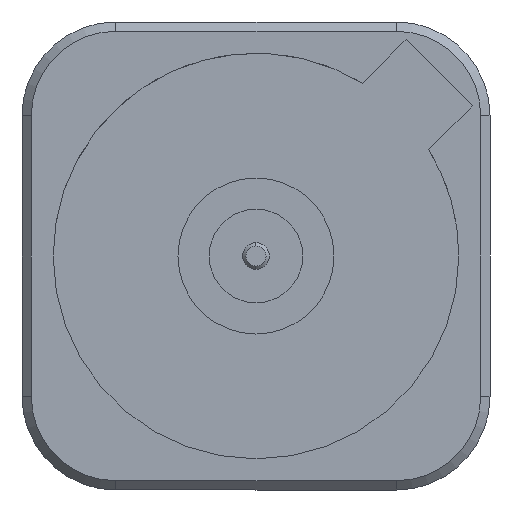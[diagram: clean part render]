
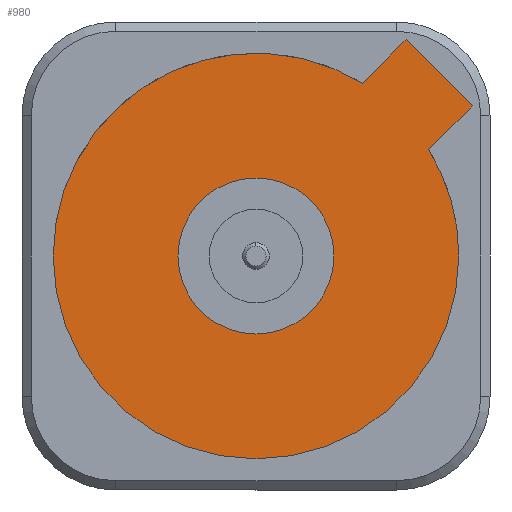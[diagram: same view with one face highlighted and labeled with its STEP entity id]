
A CAD part, front view. The second image highlights one B-rep face of the part: STEP entity #980.
In plain terms, the highlighted planar face has unit normal (0, -1, 0).
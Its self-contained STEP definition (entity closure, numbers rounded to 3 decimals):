
#24 = FACE_BOUND ( 'NONE', #2590, .T. ) ;
#242 = CARTESIAN_POINT ( 'NONE',  ( 0., -0.1, -6.5 ) ) ;
#322 = CARTESIAN_POINT ( 'NONE',  ( 0., -0.1, 0. ) ) ;
#401 = DIRECTION ( 'NONE',  ( 0., 0., -1. ) ) ;
#444 = DIRECTION ( 'NONE',  ( 0., 1., 0. ) ) ;
#451 = DIRECTION ( 'NONE',  ( 0.707, 0., 0.707 ) ) ;
#468 = ORIENTED_EDGE ( 'NONE', *, *, #8414, .T. ) ;
#496 = VERTEX_POINT ( 'NONE', #8396 ) ;
#525 = VERTEX_POINT ( 'NONE', #5383 ) ;
#658 = LINE ( 'NONE', #1784, #4208 ) ;
#741 = CARTESIAN_POINT ( 'NONE',  ( 0., -0.1, 0. ) ) ;
#980 = ADVANCED_FACE ( 'NONE', ( #24, #5418 ), #9013, .T. ) ;
#1051 = DIRECTION ( 'NONE',  ( 0., 0., -1. ) ) ;
#1555 = DIRECTION ( 'NONE',  ( 0., -1., 0. ) ) ;
#1706 = CIRCLE ( 'NONE', #4183, 6.5 ) ;
#1757 = EDGE_CURVE ( 'NONE', #7672, #3746, #1706, .T. ) ;
#1784 = CARTESIAN_POINT ( 'NONE',  ( 5.869, -0.1, -5.869 ) ) ;
#1829 = DIRECTION ( 'NONE',  ( 0., -1., 0. ) ) ;
#1836 = DIRECTION ( 'NONE',  ( 0., 0., -1. ) ) ;
#2431 = CARTESIAN_POINT ( 'NONE',  ( 1.061, -0.1, 1.061 ) ) ;
#2550 = DIRECTION ( 'NONE',  ( 0., 1., 0. ) ) ;
#2590 = EDGE_LOOP ( 'NONE', ( #7586, #2710 ) ) ;
#2605 = CIRCLE ( 'NONE', #5341, 2.5 ) ;
#2636 = ORIENTED_EDGE ( 'NONE', *, *, #5600, .T. ) ;
#2710 = ORIENTED_EDGE ( 'NONE', *, *, #5927, .T. ) ;
#2813 = CARTESIAN_POINT ( 'NONE',  ( 0., -0.1, 6.5 ) ) ;
#2900 = VERTEX_POINT ( 'NONE', #4595 ) ;
#3084 = CARTESIAN_POINT ( 'NONE',  ( 0., -0.1, 0. ) ) ;
#3186 = AXIS2_PLACEMENT_3D ( 'NONE', #322, #5245, #1051 ) ;
#3336 = VERTEX_POINT ( 'NONE', #4966 ) ;
#3746 = VERTEX_POINT ( 'NONE', #7739 ) ;
#3868 = DIRECTION ( 'NONE',  ( 0.707, 0., -0.707 ) ) ;
#3905 = CARTESIAN_POINT ( 'NONE',  ( 0., -0.1, 0. ) ) ;
#4183 = AXIS2_PLACEMENT_3D ( 'NONE', #741, #1555, #6523 ) ;
#4208 = VECTOR ( 'NONE', #451, 1000. ) ;
#4342 = DIRECTION ( 'NONE',  ( 0., 0., -1. ) ) ;
#4595 = CARTESIAN_POINT ( 'NONE',  ( 4.808, -0.1, -6.93 ) ) ;
#4676 = EDGE_LOOP ( 'NONE', ( #468, #7254, #6954, #4909, #2636, #8717 ) ) ;
#4840 = VECTOR ( 'NONE', #8557, 1000. ) ;
#4909 = ORIENTED_EDGE ( 'NONE', *, *, #8961, .T. ) ;
#4966 = CARTESIAN_POINT ( 'NONE',  ( 6.93, -0.1, -4.808 ) ) ;
#5058 = LINE ( 'NONE', #2431, #4840 ) ;
#5233 = AXIS2_PLACEMENT_3D ( 'NONE', #3905, #7826, #4342 ) ;
#5245 = DIRECTION ( 'NONE',  ( 0., -1., 0. ) ) ;
#5341 = AXIS2_PLACEMENT_3D ( 'NONE', #3084, #2550, #8954 ) ;
#5383 = CARTESIAN_POINT ( 'NONE',  ( 5.533, -0.1, -3.411 ) ) ;
#5411 = VERTEX_POINT ( 'NONE', #7720 ) ;
#5418 = FACE_OUTER_BOUND ( 'NONE', #4676, .T. ) ;
#5511 = VERTEX_POINT ( 'NONE', #2813 ) ;
#5600 = EDGE_CURVE ( 'NONE', #2900, #3336, #658, .T. ) ;
#5927 = EDGE_CURVE ( 'NONE', #496, #5411, #2605, .T. ) ;
#6240 = EDGE_CURVE ( 'NONE', #525, #3336, #5058, .T. ) ;
#6256 = AXIS2_PLACEMENT_3D ( 'NONE', #7878, #1829, #401 ) ;
#6291 = CIRCLE ( 'NONE', #3186, 6.5 ) ;
#6467 = EDGE_CURVE ( 'NONE', #5411, #496, #6979, .T. ) ;
#6523 = DIRECTION ( 'NONE',  ( 0., 0., -1. ) ) ;
#6954 = ORIENTED_EDGE ( 'NONE', *, *, #1757, .T. ) ;
#6979 = CIRCLE ( 'NONE', #7503, 2.5 ) ;
#6985 = VECTOR ( 'NONE', #3868, 1000. ) ;
#7239 = CARTESIAN_POINT ( 'NONE',  ( 0., -0.1, 0. ) ) ;
#7254 = ORIENTED_EDGE ( 'NONE', *, *, #8132, .T. ) ;
#7503 = AXIS2_PLACEMENT_3D ( 'NONE', #7239, #444, #1836 ) ;
#7586 = ORIENTED_EDGE ( 'NONE', *, *, #6467, .T. ) ;
#7672 = VERTEX_POINT ( 'NONE', #242 ) ;
#7720 = CARTESIAN_POINT ( 'NONE',  ( 0., -0.1, 2.5 ) ) ;
#7739 = CARTESIAN_POINT ( 'NONE',  ( 3.411, -0.1, -5.533 ) ) ;
#7826 = DIRECTION ( 'NONE',  ( 0., -1., 0. ) ) ;
#7878 = CARTESIAN_POINT ( 'NONE',  ( 0., -0.1, 0. ) ) ;
#8072 = CIRCLE ( 'NONE', #5233, 6.5 ) ;
#8132 = EDGE_CURVE ( 'NONE', #5511, #7672, #8072, .T. ) ;
#8396 = CARTESIAN_POINT ( 'NONE',  ( 0., -0.1, -2.5 ) ) ;
#8414 = EDGE_CURVE ( 'NONE', #525, #5511, #6291, .T. ) ;
#8557 = DIRECTION ( 'NONE',  ( 0.707, 0., -0.707 ) ) ;
#8717 = ORIENTED_EDGE ( 'NONE', *, *, #6240, .F. ) ;
#8735 = CARTESIAN_POINT ( 'NONE',  ( -1.061, -0.1, -1.061 ) ) ;
#8954 = DIRECTION ( 'NONE',  ( 0., 0., -1. ) ) ;
#8961 = EDGE_CURVE ( 'NONE', #3746, #2900, #9113, .T. ) ;
#9013 = PLANE ( 'NONE',  #6256 ) ;
#9113 = LINE ( 'NONE', #8735, #6985 ) ;
